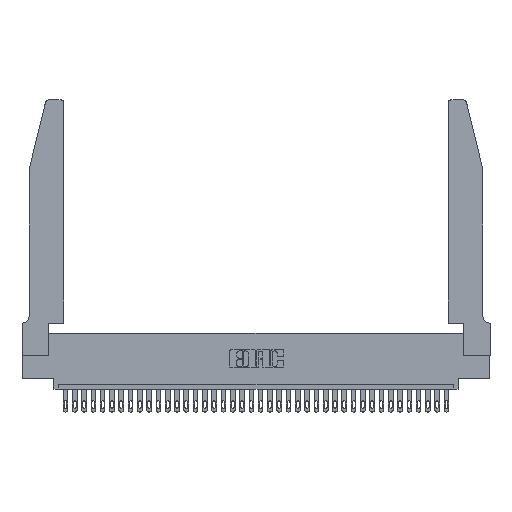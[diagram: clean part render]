
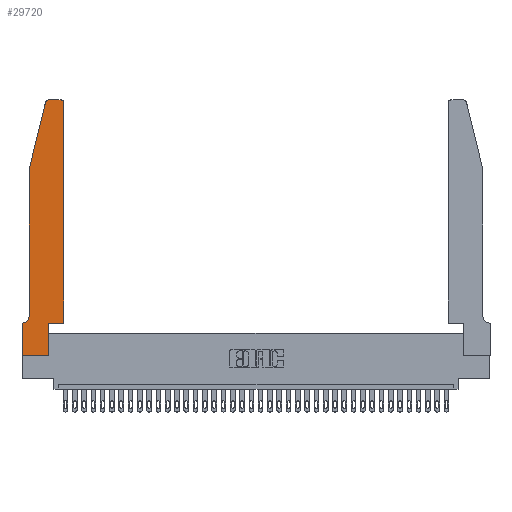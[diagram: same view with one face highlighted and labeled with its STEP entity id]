
A CAD part, top view. The second image highlights one B-rep face of the part: STEP entity #29720.
In plain terms, the highlighted planar face has unit normal (0, 0, 1).
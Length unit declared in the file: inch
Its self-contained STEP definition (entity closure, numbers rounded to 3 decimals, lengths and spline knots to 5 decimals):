
#75 = LINE ( 'NONE', #13709, #20230 ) ;
#469 = DIRECTION ( 'NONE',  ( -1., 0., 0. ) ) ;
#1577 = EDGE_CURVE ( 'NONE', #32701, #13126, #21028, .T. ) ;
#1716 = CARTESIAN_POINT ( 'NONE',  ( 0.2865, 0.35, 0.37 ) ) ;
#1912 = LINE ( 'NONE', #2757, #10239 ) ;
#1940 = VECTOR ( 'NONE', #15891, 39.37008 ) ;
#2139 = PLANE ( 'NONE',  #32582 ) ;
#2394 = VECTOR ( 'NONE', #469, 39.37008 ) ;
#2674 = CARTESIAN_POINT ( 'NONE',  ( 0.0755, 2., 0.37 ) ) ;
#2757 = CARTESIAN_POINT ( 'NONE',  ( 0.4505, 0.35, 0.37 ) ) ;
#4005 = ORIENTED_EDGE ( 'NONE', *, *, #6703, .T. ) ;
#4178 = DIRECTION ( 'NONE',  ( -1., 0., 0. ) ) ;
#4220 = CARTESIAN_POINT ( 'NONE',  ( 0.4505, 0.35, 0.37 ) ) ;
#4247 = CARTESIAN_POINT ( 'NONE',  ( 0.0755, 0.42, 0.37 ) ) ;
#4904 = EDGE_CURVE ( 'NONE', #6074, #17846, #21151, .T. ) ;
#5157 = ORIENTED_EDGE ( 'NONE', *, *, #21296, .T. ) ;
#5170 = VECTOR ( 'NONE', #25421, 39.37008 ) ;
#5207 = DIRECTION ( 'NONE',  ( 1., 0., 0. ) ) ;
#6074 = VERTEX_POINT ( 'NONE', #31496 ) ;
#6144 = VERTEX_POINT ( 'NONE', #20633 ) ;
#6703 = EDGE_CURVE ( 'NONE', #17846, #19757, #33382, .T. ) ;
#7666 = DIRECTION ( 'NONE',  ( 0., 0., -1. ) ) ;
#7751 = EDGE_CURVE ( 'NONE', #6144, #23601, #32304, .T. ) ;
#8078 = DIRECTION ( 'NONE',  ( 0., 0., 1. ) ) ;
#8829 = DIRECTION ( 'NONE',  ( 1., 0., 0. ) ) ;
#9312 = DIRECTION ( 'NONE',  ( 0., -1., 0. ) ) ;
#10146 = CARTESIAN_POINT ( 'NONE',  ( 0., 0., 0.37 ) ) ;
#10239 = VECTOR ( 'NONE', #10965, 39.37008 ) ;
#10469 = DIRECTION ( 'NONE',  ( 0., 0., 1. ) ) ;
#10622 = FACE_OUTER_BOUND ( 'NONE', #31449, .T. ) ;
#10819 = AXIS2_PLACEMENT_3D ( 'NONE', #16507, #8078, #13347 ) ;
#10932 = VECTOR ( 'NONE', #35513, 39.37008 ) ;
#10943 = CARTESIAN_POINT ( 'NONE',  ( 0., 0.35, 0.37 ) ) ;
#10965 = DIRECTION ( 'NONE',  ( 0., 1., 0. ) ) ;
#11611 = VERTEX_POINT ( 'NONE', #4247 ) ;
#11850 = DIRECTION ( 'NONE',  ( 0., -1., 0. ) ) ;
#12263 = CARTESIAN_POINT ( 'NONE',  ( 0.0755, 2., 0.37 ) ) ;
#12611 = CARTESIAN_POINT ( 'NONE',  ( 0.4505, 2.72, 0.37 ) ) ;
#12912 = DIRECTION ( 'NONE',  ( 1., 0., 0. ) ) ;
#13126 = VERTEX_POINT ( 'NONE', #31220 ) ;
#13325 = LINE ( 'NONE', #10146, #1940 ) ;
#13347 = DIRECTION ( 'NONE',  ( 1., 0., 0. ) ) ;
#13488 = AXIS2_PLACEMENT_3D ( 'NONE', #34411, #28888, #8829 ) ;
#13709 = CARTESIAN_POINT ( 'NONE',  ( 0., 0., 0.37 ) ) ;
#14412 = EDGE_CURVE ( 'NONE', #13126, #15065, #27672, .T. ) ;
#14914 = VERTEX_POINT ( 'NONE', #16864 ) ;
#15065 = VERTEX_POINT ( 'NONE', #31041 ) ;
#15891 = DIRECTION ( 'NONE',  ( 1., 0., 0. ) ) ;
#16115 = CARTESIAN_POINT ( 'NONE',  ( 0., 0., 0.37 ) ) ;
#16507 = CARTESIAN_POINT ( 'NONE',  ( 0.4205, 2.72, 0.37 ) ) ;
#16864 = CARTESIAN_POINT ( 'NONE',  ( 0.0755, 2., 0.37 ) ) ;
#17196 = CARTESIAN_POINT ( 'NONE',  ( 0.2865, 0., 0.37 ) ) ;
#17406 = CARTESIAN_POINT ( 'NONE',  ( 0.25487, 2.72718, 0.37 ) ) ;
#17846 = VERTEX_POINT ( 'NONE', #20494 ) ;
#17895 = CARTESIAN_POINT ( 'NONE',  ( 0.2605, 2.75, 0.37 ) ) ;
#18102 = EDGE_CURVE ( 'NONE', #11611, #6144, #29543, .T. ) ;
#18688 = ORIENTED_EDGE ( 'NONE', *, *, #4904, .T. ) ;
#19757 = VERTEX_POINT ( 'NONE', #17406 ) ;
#19855 = ORIENTED_EDGE ( 'NONE', *, *, #35907, .T. ) ;
#20170 = ORIENTED_EDGE ( 'NONE', *, *, #20461, .T. ) ;
#20230 = VECTOR ( 'NONE', #11850, 39.37008 ) ;
#20295 = ORIENTED_EDGE ( 'NONE', *, *, #18102, .T. ) ;
#20461 = EDGE_CURVE ( 'NONE', #32398, #32701, #13325, .T. ) ;
#20494 = CARTESIAN_POINT ( 'NONE',  ( 0.284, 2.75, 0.37 ) ) ;
#20633 = CARTESIAN_POINT ( 'NONE',  ( 0.0055, 0.35, 0.37 ) ) ;
#21028 = LINE ( 'NONE', #1716, #10932 ) ;
#21151 = LINE ( 'NONE', #17895, #32636 ) ;
#21296 = EDGE_CURVE ( 'NONE', #15065, #24478, #1912, .T. ) ;
#21998 = ORIENTED_EDGE ( 'NONE', *, *, #14412, .T. ) ;
#22515 = CARTESIAN_POINT ( 'NONE',  ( 0., 0.35, 0.37 ) ) ;
#23104 = DIRECTION ( 'NONE',  ( -1., 0., 0. ) ) ;
#23194 = VECTOR ( 'NONE', #12912, 39.37008 ) ;
#23601 = VERTEX_POINT ( 'NONE', #22515 ) ;
#24478 = VERTEX_POINT ( 'NONE', #12611 ) ;
#24832 = EDGE_CURVE ( 'NONE', #19757, #14914, #35944, .T. ) ;
#25380 = LINE ( 'NONE', #12263, #25800 ) ;
#25421 = DIRECTION ( 'NONE',  ( -0.239, -0.971, 0. ) ) ;
#25800 = VECTOR ( 'NONE', #9312, 39.37008 ) ;
#25829 = CARTESIAN_POINT ( 'NONE',  ( 0.0755, 0.35, 0.37 ) ) ;
#25893 = ORIENTED_EDGE ( 'NONE', *, *, #7751, .T. ) ;
#25918 = ORIENTED_EDGE ( 'NONE', *, *, #33361, .T. ) ;
#26476 = CIRCLE ( 'NONE', #10819, 0.03 ) ;
#27672 = LINE ( 'NONE', #4220, #23194 ) ;
#28888 = DIRECTION ( 'NONE',  ( 0., 0., 1. ) ) ;
#29543 = CIRCLE ( 'NONE', #33801, 0.07 ) ;
#29720 = ADVANCED_FACE ( 'NONE', ( #10622 ), #2139, .T. ) ;
#30736 = ORIENTED_EDGE ( 'NONE', *, *, #35971, .T. ) ;
#31041 = CARTESIAN_POINT ( 'NONE',  ( 0.4505, 0.35, 0.37 ) ) ;
#31220 = CARTESIAN_POINT ( 'NONE',  ( 0.2865, 0.35, 0.37 ) ) ;
#31449 = EDGE_LOOP ( 'NONE', ( #18688, #4005, #32529, #25918, #20295, #25893, #30736, #20170, #32322, #21998, #5157, #19855 ) ) ;
#31496 = CARTESIAN_POINT ( 'NONE',  ( 0.4205, 2.75, 0.37 ) ) ;
#32304 = LINE ( 'NONE', #25829, #2394 ) ;
#32322 = ORIENTED_EDGE ( 'NONE', *, *, #1577, .T. ) ;
#32398 = VERTEX_POINT ( 'NONE', #16115 ) ;
#32529 = ORIENTED_EDGE ( 'NONE', *, *, #24832, .T. ) ;
#32582 = AXIS2_PLACEMENT_3D ( 'NONE', #10943, #10469, #5207 ) ;
#32636 = VECTOR ( 'NONE', #4178, 39.37008 ) ;
#32701 = VERTEX_POINT ( 'NONE', #17196 ) ;
#33361 = EDGE_CURVE ( 'NONE', #14914, #11611, #25380, .T. ) ;
#33382 = CIRCLE ( 'NONE', #13488, 0.03 ) ;
#33801 = AXIS2_PLACEMENT_3D ( 'NONE', #34551, #7666, #23104 ) ;
#34411 = CARTESIAN_POINT ( 'NONE',  ( 0.284, 2.72, 0.37 ) ) ;
#34551 = CARTESIAN_POINT ( 'NONE',  ( 0.0055, 0.42, 0.37 ) ) ;
#35513 = DIRECTION ( 'NONE',  ( 0., 1., 0. ) ) ;
#35907 = EDGE_CURVE ( 'NONE', #24478, #6074, #26476, .T. ) ;
#35944 = LINE ( 'NONE', #2674, #5170 ) ;
#35971 = EDGE_CURVE ( 'NONE', #23601, #32398, #75, .T. ) ;
